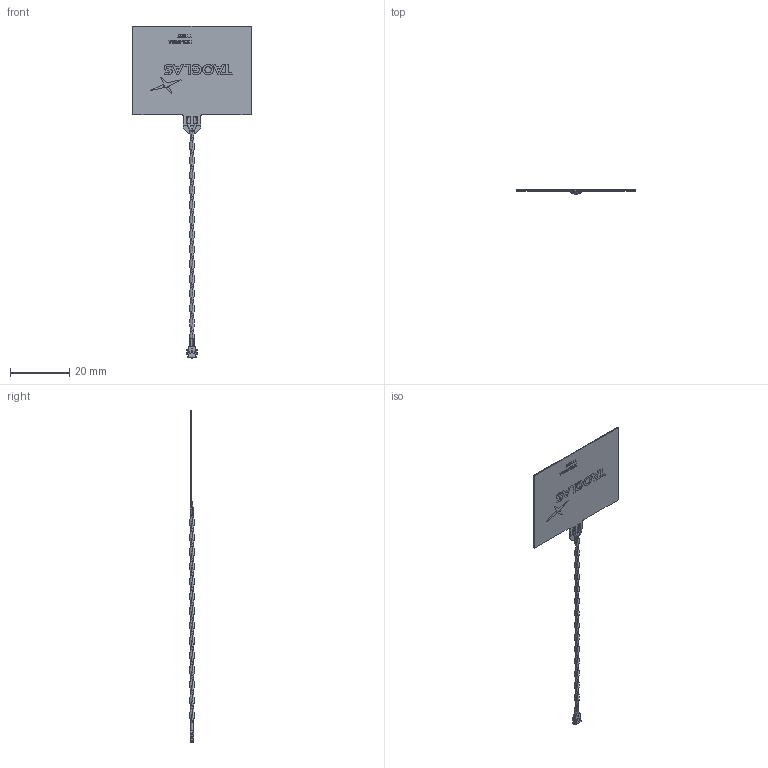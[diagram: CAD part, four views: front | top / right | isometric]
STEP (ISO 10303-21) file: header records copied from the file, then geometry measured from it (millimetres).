
FILE_DESCRIPTION (( 'STEP AP214' ), '1' );
FILE_NAME ('FXR.4030.52.0075X.A.dg_Web.STEP', '2024-07-30T11:17:42', ( '' ), ( '' ), 'SwSTEP 2.0', 'SolidWorks 2022', '' );
FILE_SCHEMA (( 'AUTOMOTIVE_DESIGN' ));
Length unit declared in the file: millimetre
Products named in the file (1): FXR.4030.52.0075X.A.dg_Web
Bounding box: 40 x 1.6 x 112.25 mm (x, y, z)
Surface area: 2922.1 mm2 (no closed solid volume)
Topology: 0 solids, 13 shells, 205 faces, 1050 edges, 812 vertices
Faces by surface type: plane 143, bspline 37, cylinder 21, cone 4
Entity records: 20795 total; most frequent: CARTESIAN_POINT 11197, ORIENTED_EDGE 1458, DIRECTION 1150, EDGE_CURVE 1044, VERTEX_POINT 812, VECTOR 688, LINE 688, B_SPLINE_CURVE_WITH_KNOTS 282
